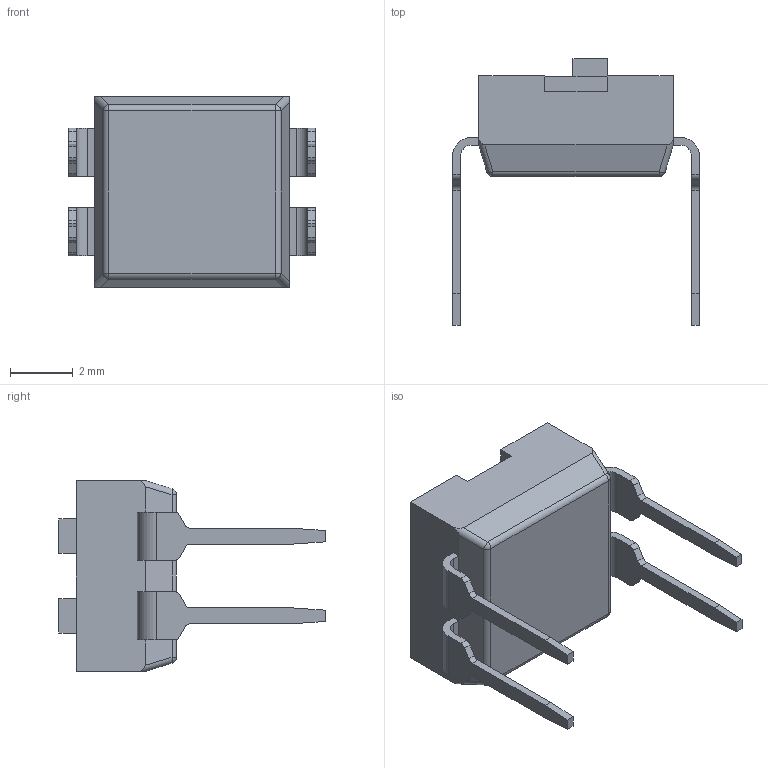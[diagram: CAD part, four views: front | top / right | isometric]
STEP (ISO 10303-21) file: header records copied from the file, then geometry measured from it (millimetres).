
FILE_DESCRIPTION (( 'STEP AP214' ), '1' );
FILE_NAME ('CUI_DEVICES_DS04-254-1L-02BK.step', '2020-04-22T21:10:16', ( '' ), ( '' ), 'SwSTEP 2.0', 'SolidWorks 2020', '' );
FILE_SCHEMA (( 'AUTOMOTIVE_DESIGN' ));
Length unit declared in the file: inch
Products named in the file (1): CUI_DEVICES_DS04-254-1L-02BK
Bounding box: 7.87 x 8.49 x 6.08 mm (x, y, z)
Volume: 119.3 mm3; surface area: 234.7 mm2
Topology: 7 solids, 7 shells, 204 faces, 548 edges, 356 vertices
Faces by surface type: plane 144, cylinder 56, sphere 4
Entity records: 7572 total; most frequent: CARTESIAN_POINT 1129, ORIENTED_EDGE 1088, DIRECTION 1054, EDGE_CURVE 544, VECTOR 428, LINE 428, VERTEX_POINT 356, AXIS2_PLACEMENT_3D 313
